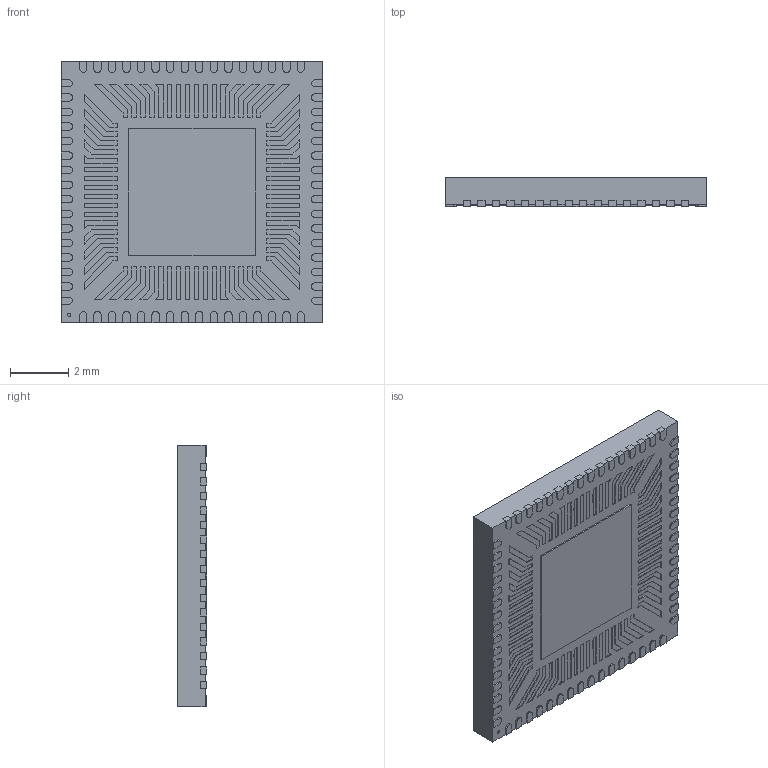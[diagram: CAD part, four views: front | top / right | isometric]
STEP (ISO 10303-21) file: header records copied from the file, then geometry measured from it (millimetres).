
FILE_DESCRIPTION (( 'STEP AP214' ), '1' );
FILE_NAME ('FT4232HQ-REEL.STEP', '2021-02-02T00:40:02', ( '' ), ( '' ), 'SwSTEP 2.0', 'SolidWorks 2017', '' );
FILE_SCHEMA (( 'AUTOMOTIVE_DESIGN' ));
Length unit declared in the file: millimetre
Products named in the file (1): FT4232HQ-REEL
Bounding box: 9 x 1 x 9 mm (x, y, z)
Volume: 77.9 mm3; surface area: 337.8 mm2
Topology: 132 solids, 132 shells, 1594 faces, 3792 edges, 2528 vertices
Faces by surface type: plane 1410, cylinder 184
Entity records: 46597 total; most frequent: CARTESIAN_POINT 7915, ORIENTED_EDGE 7584, DIRECTION 7350, EDGE_CURVE 3792, LINE 3424, VECTOR 3424, VERTEX_POINT 2528, AXIS2_PLACEMENT_3D 1963
